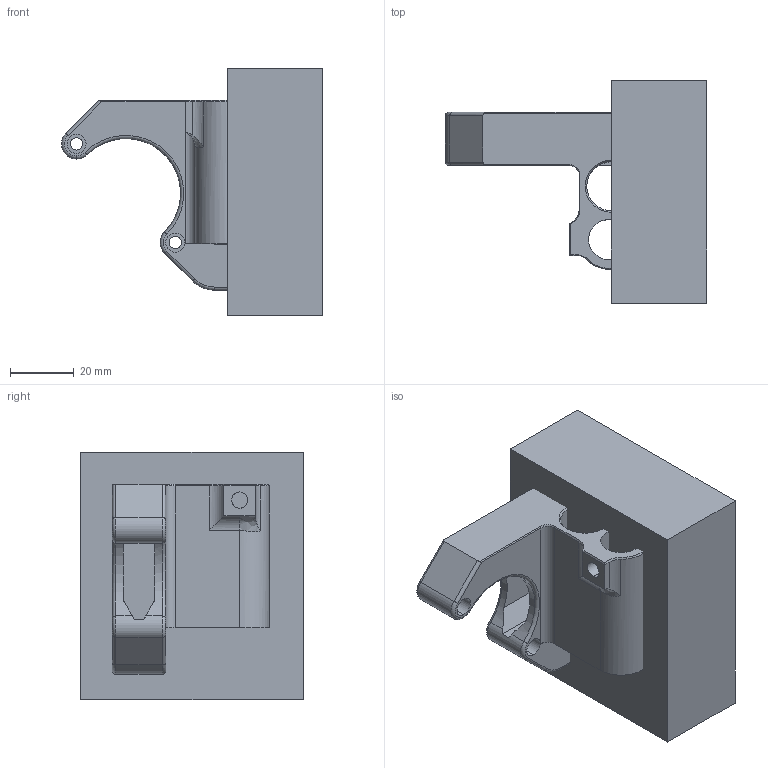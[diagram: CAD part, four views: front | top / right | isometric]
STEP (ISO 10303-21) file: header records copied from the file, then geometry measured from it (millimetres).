
FILE_DESCRIPTION (( 'STEP AP214' ), '1' );
FILE_NAME ('301 X Motor Mount.STEP', '2021-03-17T18:49:05', ( '' ), ( '' ), 'SwSTEP 2.0', 'SolidWorks 2019', '' );
FILE_SCHEMA (( 'AUTOMOTIVE_DESIGN' ));
Length unit declared in the file: millimetre
Products named in the file (1): 301 X Motor Mount
Bounding box: 81.99 x 69.99 x 77.72 mm (x, y, z)
Volume: 216101.2 mm3; surface area: 43697.9 mm2
Topology: 2 solids, 2 shells, 133 faces, 343 edges, 216 vertices
Faces by surface type: plane 55, cylinder 53, cone 14, torus 10, bspline 1
Entity records: 4283 total; most frequent: CARTESIAN_POINT 888, DIRECTION 736, ORIENTED_EDGE 686, EDGE_CURVE 343, AXIS2_PLACEMENT_3D 278, VERTEX_POINT 216, LINE 180, VECTOR 180
